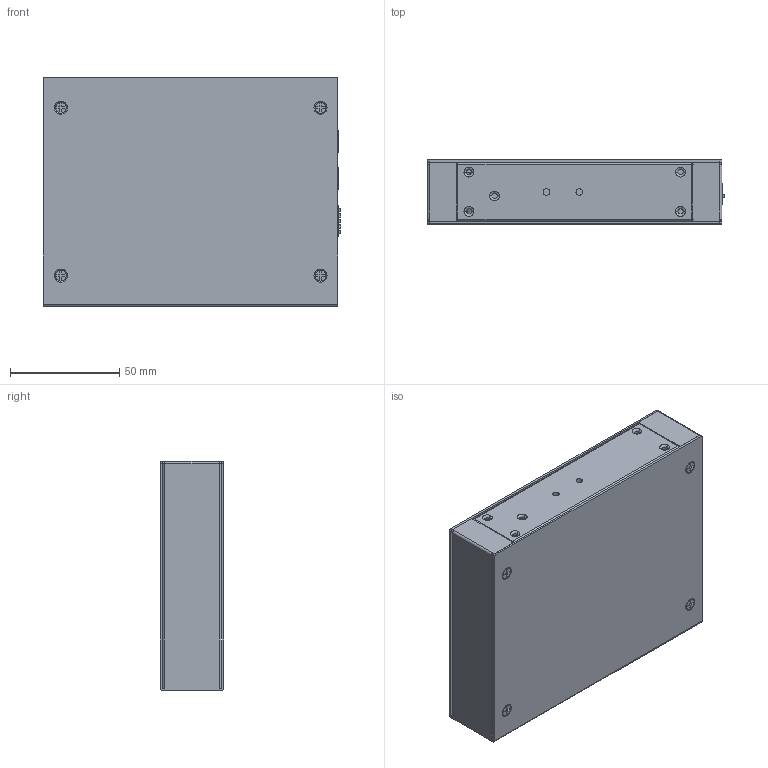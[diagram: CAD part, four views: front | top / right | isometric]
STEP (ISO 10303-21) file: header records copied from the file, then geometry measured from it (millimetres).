
FILE_DESCRIPTION((''),'2;1');
FILE_NAME('EDS-G205A-4POE_ASM_FOR_PZ','2015-12-03T',('Dacia_Yao'),('PTC'),'PRO/ENGINEER BY PARAMETRIC TECHNOLOGY CORPORATION, 2013230','PRO/ENGINEER BY PARAMETRIC TECHNOLOGY CORPORATION, 2013230','');
FILE_SCHEMA(('AUTOMOTIVE_DESIGN { 1 0 10303 214 1 1 1 1 }'));
Length unit declared in the file: millimetre
Products named in the file (1): EDS-G205A-4POE_ASM_FOR_PZ
Bounding box: 136.2 x 29.2 x 105.2 mm (x, y, z)
Volume: 85570.8 mm3; surface area: 132216.7 mm2
Topology: 17 solids, 24 shells, 1434 faces, 3391 edges, 2176 vertices
Faces by surface type: plane 864, cylinder 460, torus 38, cone 32, bspline 32, sphere 8
Entity records: 51507 total; most frequent: CARTESIAN_POINT 10867, DIRECTION 7117, ORIENTED_EDGE 6766, EDGE_CURVE 3383, AXIS2_PLACEMENT_3D 2452, VECTOR 2213, LINE 2213, VERTEX_POINT 2176
